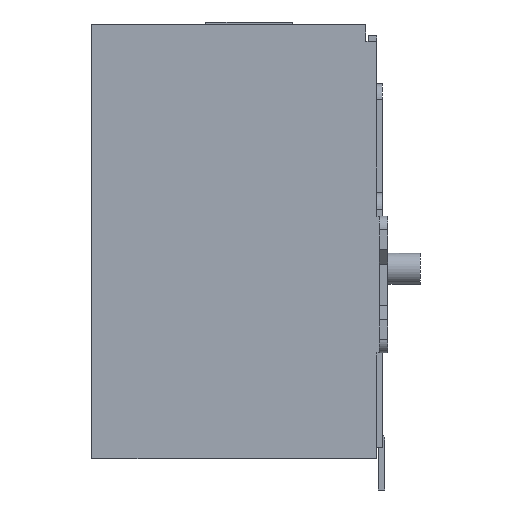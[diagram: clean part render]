
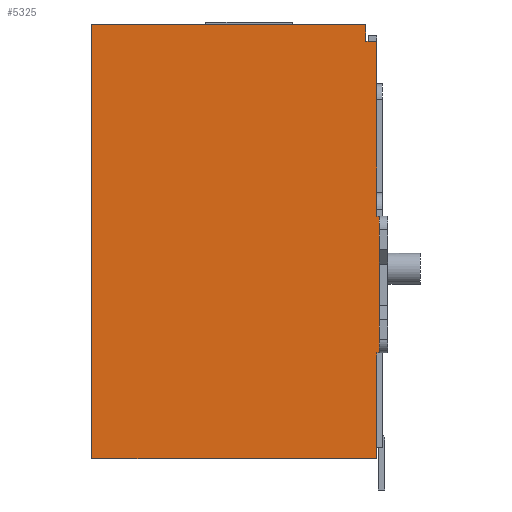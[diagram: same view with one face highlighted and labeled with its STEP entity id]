
A CAD part, left-side view. The second image highlights one B-rep face of the part: STEP entity #5325.
In plain terms, the highlighted planar face has unit normal (-1, 0, 0).
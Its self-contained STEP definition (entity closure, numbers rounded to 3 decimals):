
#393=ORIENTED_EDGE('',*,*,#1941,.F.);
#394=ORIENTED_EDGE('',*,*,#1932,.F.);
#395=ORIENTED_EDGE('',*,*,#1942,.F.);
#396=ORIENTED_EDGE('',*,*,#1943,.F.);
#397=ORIENTED_EDGE('',*,*,#1944,.F.);
#398=ORIENTED_EDGE('',*,*,#1945,.T.);
#399=ORIENTED_EDGE('',*,*,#1946,.T.);
#400=ORIENTED_EDGE('',*,*,#1914,.F.);
#401=ORIENTED_EDGE('',*,*,#1818,.F.);
#402=ORIENTED_EDGE('',*,*,#1772,.F.);
#1772=EDGE_CURVE('',#2564,#2565,#3089,.T.);
#1818=EDGE_CURVE('',#2565,#2601,#3128,.T.);
#1914=EDGE_CURVE('',#2601,#2677,#3213,.T.);
#1932=EDGE_CURVE('',#2692,#2693,#3228,.T.);
#1941=EDGE_CURVE('',#2693,#2564,#3237,.T.);
#1942=EDGE_CURVE('',#2699,#2692,#3238,.T.);
#1943=EDGE_CURVE('',#2700,#2699,#3239,.T.);
#1944=EDGE_CURVE('',#2701,#2700,#3240,.T.);
#1945=EDGE_CURVE('',#2701,#2702,#3241,.T.);
#1946=EDGE_CURVE('',#2702,#2677,#3242,.T.);
#2564=VERTEX_POINT('',#7445);
#2565=VERTEX_POINT('',#7447);
#2601=VERTEX_POINT('',#7537);
#2677=VERTEX_POINT('',#7728);
#2692=VERTEX_POINT('',#7761);
#2693=VERTEX_POINT('',#7763);
#2699=VERTEX_POINT('',#7781);
#2700=VERTEX_POINT('',#7783);
#2701=VERTEX_POINT('',#7785);
#2702=VERTEX_POINT('',#7787);
#3089=LINE('',#7446,#3781);
#3128=LINE('',#7536,#3820);
#3213=LINE('',#7727,#3905);
#3228=LINE('',#7762,#3920);
#3237=LINE('',#7779,#3929);
#3238=LINE('',#7780,#3930);
#3239=LINE('',#7782,#3931);
#3240=LINE('',#7784,#3932);
#3241=LINE('',#7786,#3933);
#3242=LINE('',#7788,#3934);
#3781=VECTOR('',#5983,1000.);
#3820=VECTOR('',#6052,1000.);
#3905=VECTOR('',#6197,1000.);
#3920=VECTOR('',#6220,1000.);
#3929=VECTOR('',#6233,1000.);
#3930=VECTOR('',#6234,1000.);
#3931=VECTOR('',#6235,1000.);
#3932=VECTOR('',#6236,1000.);
#3933=VECTOR('',#6237,1000.);
#3934=VECTOR('',#6238,1000.);
#4501=EDGE_LOOP('',(#393,#394,#395,#396,#397,#398,#399,#400,#401,#402));
#4797=FACE_BOUND('',#4501,.T.);
#5093=PLANE('',#5643);
#5325=ADVANCED_FACE('',(#4797),#5093,.F.);
#5643=AXIS2_PLACEMENT_3D('',#7778,#6231,#6232);
#5983=DIRECTION('',(0.,0.,-1.));
#6052=DIRECTION('',(0.,1.,0.));
#6197=DIRECTION('',(0.,0.,-1.));
#6220=DIRECTION('',(0.,0.,-1.));
#6231=DIRECTION('',(1.,0.,0.));
#6232=DIRECTION('',(0.,0.,-1.));
#6233=DIRECTION('',(0.,-1.,0.));
#6234=DIRECTION('',(0.,-1.,0.));
#6235=DIRECTION('',(0.,0.,-1.));
#6236=DIRECTION('',(0.,-1.,0.));
#6237=DIRECTION('',(0.,0.,-1.));
#6238=DIRECTION('',(0.,-1.,0.));
#7445=CARTESIAN_POINT('',(-6.,-0.1,0.94));
#7446=CARTESIAN_POINT('',(-6.,-0.1,8.));
#7447=CARTESIAN_POINT('',(-6.,-0.1,-4.1));
#7536=CARTESIAN_POINT('',(-6.,10.5,-4.1));
#7537=CARTESIAN_POINT('',(-6.,0.,-4.1));
#7727=CARTESIAN_POINT('',(-6.,0.,8.));
#7728=CARTESIAN_POINT('',(-6.,0.,-8.));
#7761=CARTESIAN_POINT('',(-6.,0.,7.387));
#7762=CARTESIAN_POINT('',(-6.,0.,8.));
#7763=CARTESIAN_POINT('',(-6.,0.,0.94));
#7778=CARTESIAN_POINT('',(-6.,10.5,8.));
#7779=CARTESIAN_POINT('',(-6.,10.5,0.94));
#7780=CARTESIAN_POINT('',(-6.,0.4,7.387));
#7781=CARTESIAN_POINT('',(-6.,0.4,7.387));
#7782=CARTESIAN_POINT('',(-6.,0.4,8.));
#7783=CARTESIAN_POINT('',(-6.,0.4,8.));
#7784=CARTESIAN_POINT('',(-6.,10.5,8.));
#7785=CARTESIAN_POINT('',(-6.,10.5,8.));
#7786=CARTESIAN_POINT('',(-6.,10.5,8.));
#7787=CARTESIAN_POINT('',(-6.,10.5,-8.));
#7788=CARTESIAN_POINT('',(-6.,10.5,-8.));
